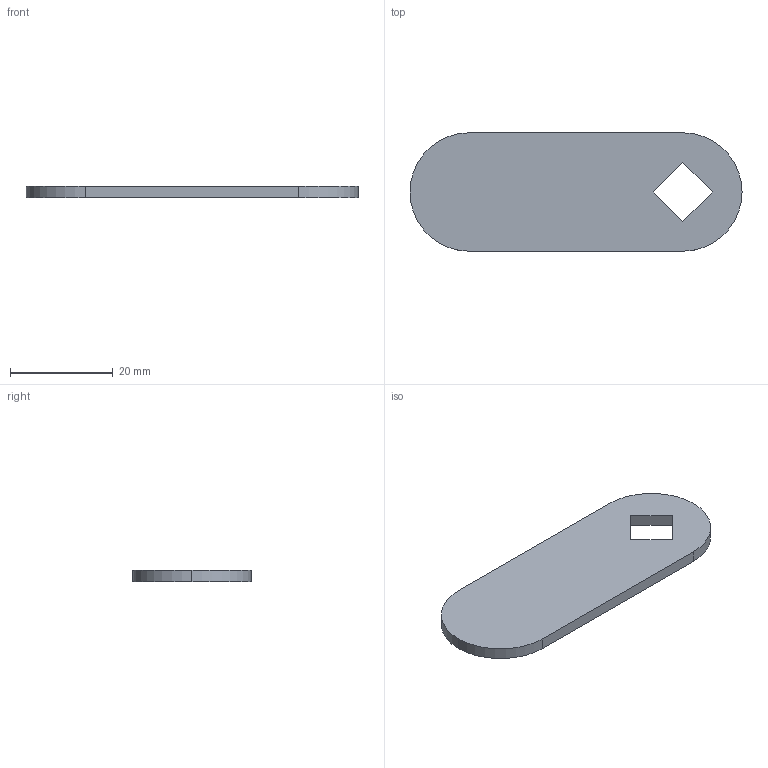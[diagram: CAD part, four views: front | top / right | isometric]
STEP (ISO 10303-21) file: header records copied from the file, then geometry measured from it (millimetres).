
FILE_DESCRIPTION (( 'STEP AP203' ), '1' );
FILE_NAME ('AC-25-53.STEP', '2009-05-01T01:15:51', ( ' ' ), ( ' ' ), 'SwSTEP 2.0', 'SolidWorks 2007', '' );
FILE_SCHEMA (( 'CONFIG_CONTROL_DESIGN' ));
Length unit declared in the file: millimetre
Products named in the file (1): AC-25-53
Bounding box: 64.5 x 23 x 2.3 mm (x, y, z)
Volume: 3000 mm3; surface area: 3040.3 mm2
Topology: 1 solids, 1 shells, 11 faces, 27 edges, 18 vertices
Faces by surface type: plane 8, cylinder 3
Entity records: 408 total; most frequent: CARTESIAN_POINT 57, DIRECTION 57, ORIENTED_EDGE 54, EDGE_CURVE 27, VECTOR 21, LINE 21, VERTEX_POINT 18, AXIS2_PLACEMENT_3D 18
